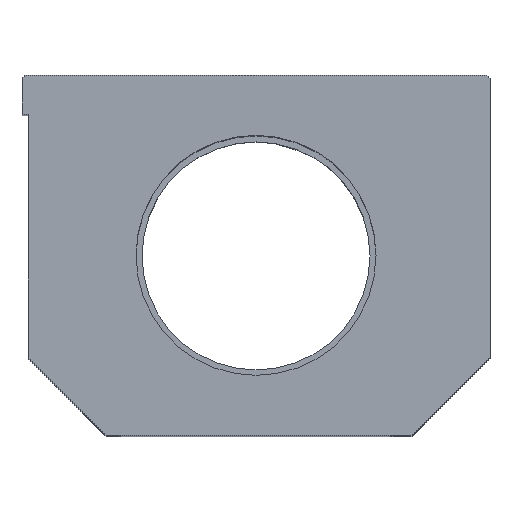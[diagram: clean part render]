
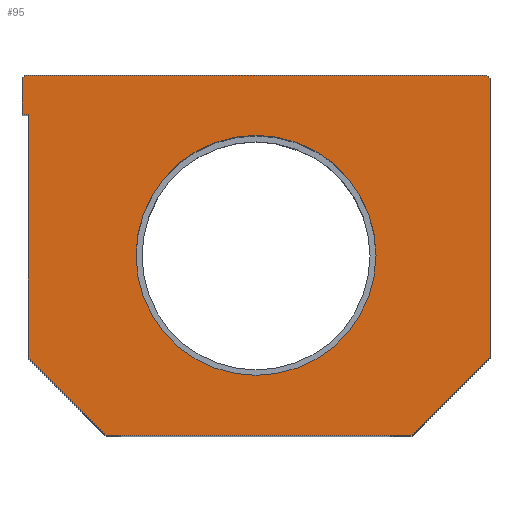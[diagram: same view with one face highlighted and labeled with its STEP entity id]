
A CAD part, top view. The second image highlights one B-rep face of the part: STEP entity #95.
In plain terms, the highlighted planar face has unit normal (0, 0, 1).
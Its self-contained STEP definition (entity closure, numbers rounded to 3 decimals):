
#95 = ADVANCED_FACE( '', ( #238, #239 ), #240, .T. );
#238 = FACE_OUTER_BOUND( '', #453, .T. );
#239 = FACE_BOUND( '', #454, .T. );
#240 = PLANE( '', #455 );
#453 = EDGE_LOOP( '', ( #699, #700, #701, #702, #703, #704, #705, #706, #707, #708 ) );
#454 = EDGE_LOOP( '', ( #709 ) );
#455 = AXIS2_PLACEMENT_3D( '', #710, #711, #712 );
#699 = ORIENTED_EDGE( '', *, *, #1145, .T. );
#700 = ORIENTED_EDGE( '', *, *, #1146, .T. );
#701 = ORIENTED_EDGE( '', *, *, #1147, .T. );
#702 = ORIENTED_EDGE( '', *, *, #1148, .T. );
#703 = ORIENTED_EDGE( '', *, *, #1149, .T. );
#704 = ORIENTED_EDGE( '', *, *, #1150, .T. );
#705 = ORIENTED_EDGE( '', *, *, #1151, .T. );
#706 = ORIENTED_EDGE( '', *, *, #1152, .T. );
#707 = ORIENTED_EDGE( '', *, *, #1142, .T. );
#708 = ORIENTED_EDGE( '', *, *, #1153, .T. );
#709 = ORIENTED_EDGE( '', *, *, #1154, .T. );
#710 = CARTESIAN_POINT( '', ( 0., 0., 130. ) );
#711 = DIRECTION( '', ( 0., 0., 1. ) );
#712 = DIRECTION( '', ( 1., 0., 0. ) );
#1142 = EDGE_CURVE( '', #1349, #1347, #1350, .T. );
#1145 = EDGE_CURVE( '', #1353, #1354, #1355, .T. );
#1146 = EDGE_CURVE( '', #1354, #1356, #1357, .T. );
#1147 = EDGE_CURVE( '', #1356, #1358, #1359, .T. );
#1148 = EDGE_CURVE( '', #1358, #1360, #1361, .T. );
#1149 = EDGE_CURVE( '', #1360, #1362, #1363, .T. );
#1150 = EDGE_CURVE( '', #1362, #1364, #1365, .T. );
#1151 = EDGE_CURVE( '', #1364, #1366, #1367, .T. );
#1152 = EDGE_CURVE( '', #1366, #1349, #1368, .T. );
#1153 = EDGE_CURVE( '', #1347, #1353, #1369, .T. );
#1154 = EDGE_CURVE( '', #1370, #1370, #1371, .T. );
#1347 = VERTEX_POINT( '', #1634 );
#1349 = VERTEX_POINT( '', #1637 );
#1350 = LINE( '', #1638, #1639 );
#1353 = VERTEX_POINT( '', #1643 );
#1354 = VERTEX_POINT( '', #1644 );
#1355 = LINE( '', #1645, #1646 );
#1356 = VERTEX_POINT( '', #1647 );
#1357 = LINE( '', #1648, #1649 );
#1358 = VERTEX_POINT( '', #1650 );
#1359 = LINE( '', #1651, #1652 );
#1360 = VERTEX_POINT( '', #1653 );
#1361 = LINE( '', #1654, #1655 );
#1362 = VERTEX_POINT( '', #1656 );
#1363 = LINE( '', #1657, #1658 );
#1364 = VERTEX_POINT( '', #1659 );
#1365 = LINE( '', #1660, #1661 );
#1366 = VERTEX_POINT( '', #1662 );
#1367 = LINE( '', #1663, #1664 );
#1368 = LINE( '', #1665, #1666 );
#1369 = LINE( '', #1667, #1668 );
#1370 = VERTEX_POINT( '', #1669 );
#1371 = CIRCLE( '', #1670, 20. );
#1634 = CARTESIAN_POINT( '', ( 38.5, 60., 130. ) );
#1637 = CARTESIAN_POINT( '', ( 39., 59.5, 130. ) );
#1638 = CARTESIAN_POINT( '', ( 39., 59.5, 130. ) );
#1639 = VECTOR( '', #2000, 1000. );
#1643 = CARTESIAN_POINT( '', ( -38.5, 60., 130. ) );
#1644 = CARTESIAN_POINT( '', ( -39., 59.5, 130. ) );
#1645 = CARTESIAN_POINT( '', ( -38.5, 60., 130. ) );
#1646 = VECTOR( '', #2002, 1000. );
#1647 = CARTESIAN_POINT( '', ( -39., 53.5, 130. ) );
#1648 = CARTESIAN_POINT( '', ( -39., 59.5, 130. ) );
#1649 = VECTOR( '', #2003, 1000. );
#1650 = CARTESIAN_POINT( '', ( -38., 53.5, 130. ) );
#1651 = CARTESIAN_POINT( '', ( -39., 53.5, 130. ) );
#1652 = VECTOR( '', #2004, 1000. );
#1653 = CARTESIAN_POINT( '', ( -38., 13., 130. ) );
#1654 = CARTESIAN_POINT( '', ( -38., 53.5, 130. ) );
#1655 = VECTOR( '', #2005, 1000. );
#1656 = CARTESIAN_POINT( '', ( -25., 0., 130. ) );
#1657 = CARTESIAN_POINT( '', ( -38., 13., 130. ) );
#1658 = VECTOR( '', #2006, 1000. );
#1659 = CARTESIAN_POINT( '', ( 26., 0., 130. ) );
#1660 = CARTESIAN_POINT( '', ( -25., 0., 130. ) );
#1661 = VECTOR( '', #2007, 1000. );
#1662 = CARTESIAN_POINT( '', ( 39., 13., 130. ) );
#1663 = CARTESIAN_POINT( '', ( 26., 0., 130. ) );
#1664 = VECTOR( '', #2008, 1000. );
#1665 = CARTESIAN_POINT( '', ( 39., 13., 130. ) );
#1666 = VECTOR( '', #2009, 1000. );
#1667 = CARTESIAN_POINT( '', ( 38.5, 60., 130. ) );
#1668 = VECTOR( '', #2010, 1000. );
#1669 = CARTESIAN_POINT( '', ( -20., 30., 130. ) );
#1670 = AXIS2_PLACEMENT_3D( '', #2011, #2012, #2013 );
#2000 = DIRECTION( '', ( -0.707, 0.707, 0. ) );
#2002 = DIRECTION( '', ( -0.707, -0.707, 0. ) );
#2003 = DIRECTION( '', ( 0., -1., 0. ) );
#2004 = DIRECTION( '', ( 1., 0., 0. ) );
#2005 = DIRECTION( '', ( 0., -1., 0. ) );
#2006 = DIRECTION( '', ( 0.707, -0.707, 0. ) );
#2007 = DIRECTION( '', ( 1., 0., 0. ) );
#2008 = DIRECTION( '', ( 0.707, 0.707, 0. ) );
#2009 = DIRECTION( '', ( 0., 1., 0. ) );
#2010 = DIRECTION( '', ( -1., 0., 0. ) );
#2011 = CARTESIAN_POINT( '', ( 0., 30., 130. ) );
#2012 = DIRECTION( '', ( 0., 0., -1. ) );
#2013 = DIRECTION( '', ( -1., 0., 0. ) );
